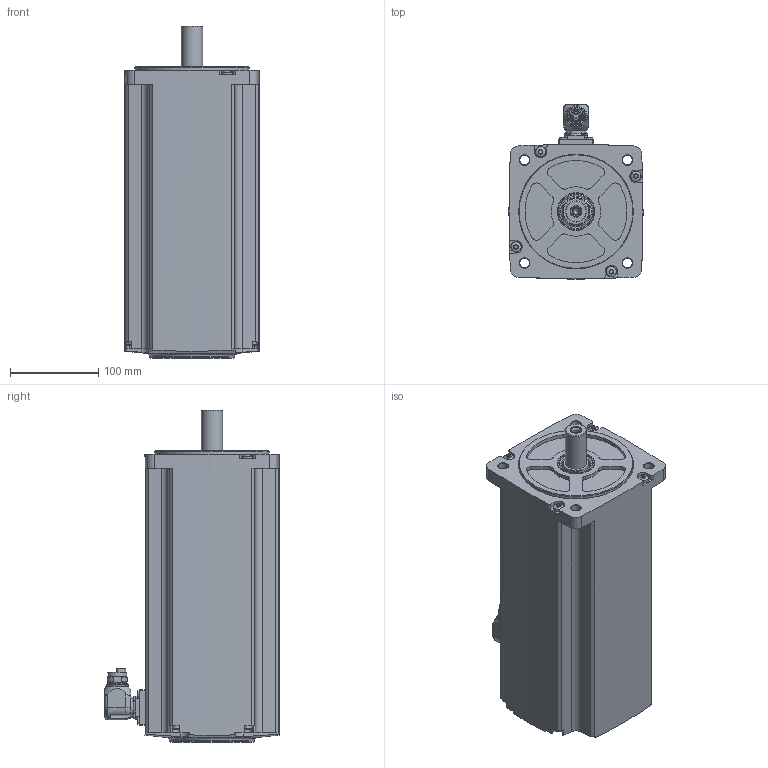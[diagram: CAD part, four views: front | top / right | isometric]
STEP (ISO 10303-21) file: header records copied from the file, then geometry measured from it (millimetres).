
FILE_DESCRIPTION(/* description */ ('STEP AP214'),/* implementation_level */ '2;1');
FILE_NAME(/* name */ '8148344_EMMT-AS-150-LR-HT-R2MY',/* time_stamp */ '2024-08-28T01:26:35+02:00',/* author */ ('License CC BY-ND 4.0'),/* organization */ ('CADENAS'),/* preprocessor_version */ 'ST-DEVELOPER v19.3',/* originating_system */ 'PARTsolutions',/* authorisation */ ' ');
FILE_SCHEMA (('AUTOMOTIVE_DESIGN {1 0 10303 214 3 1 1}'));
Length unit declared in the file: millimetre
Products named in the file (3): 8148344 EMMT-AS-150-LR-HT-R2MY---(high); 8148344 EMMT-AS-150-L-R2---(high_h); 8154298 EASS-RS-T-A-4P-30-42-B7
Assembly tree (2 placements, depth 2):
  8148344 EMMT-AS-150-LR-HT-R2MY---(high)
    8148344 EMMT-AS-150-L-R2---(high_h)
    8154298 EASS-RS-T-A-4P-30-42-B7
Bounding box: 152 x 197.39 x 376.5 mm (x, y, z)
Volume: 6591845.5 mm3; surface area: 253809.5 mm2
Topology: 2 solids, 2 shells, 670 faces, 1739 edges, 1134 vertices
Faces by surface type: cylinder 387, plane 190, torus 52, cone 35, sphere 6
Full cylindrical faces by diameter (mm): 0.63 x6, 0.99 x4, 1.99 x5, 4.917 x2, 5.1 x4, 5.2 x1, 5.5 x4, 5.6 x2, 6.647 x1, 8 x4, 8.4 x1, 10 x4, 11 x4, 19 x4, 21.55 x1, 21.685 x1, 21.95 x2, 22.9 x2, 24 x1, 30 x1, 35 x1, 39 x1, 40.44 x2, 42 x4, 96.45 x1, 130 x1
Entity records: 20143 total; most frequent: CARTESIAN_POINT 4100, DIRECTION 3494, ORIENTED_EDGE 3120, EDGE_CURVE 1560, AXIS2_PLACEMENT_3D 1455, VERTEX_POINT 1094, FACE_BOUND 880, EDGE_LOOP 879
